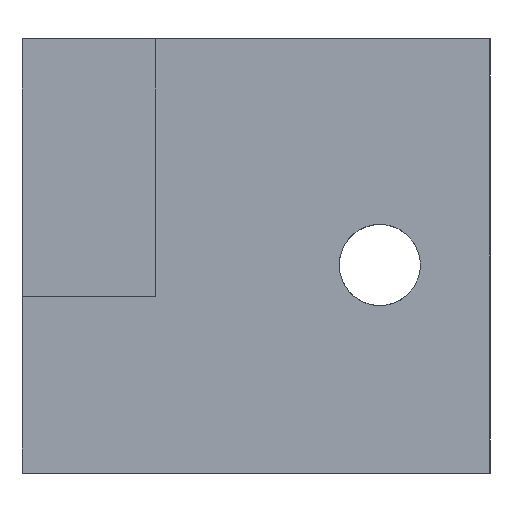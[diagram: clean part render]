
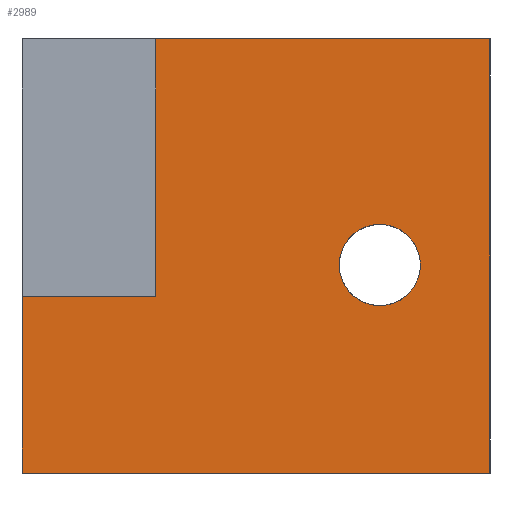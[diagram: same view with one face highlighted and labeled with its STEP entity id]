
A CAD part, left-side view. The second image highlights one B-rep face of the part: STEP entity #2989.
In plain terms, the highlighted planar face has unit normal (-1, 0, 0).
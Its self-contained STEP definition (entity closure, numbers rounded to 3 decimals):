
#32 = CYLINDRICAL_SURFACE('',#33,1.);
#33 = AXIS2_PLACEMENT_3D('',#34,#35,#36);
#34 = CARTESIAN_POINT('',(0.,2.715,5.126));
#35 = DIRECTION('',(-1.,0.,0.));
#36 = DIRECTION('',(0.,0.,-1.));
#2011 = VERTEX_POINT('',#2012);
#2012 = CARTESIAN_POINT('',(0.,2.715,4.126));
#2033 = EDGE_CURVE('',#2011,#2011,#2034,.T.);
#2034 = SURFACE_CURVE('',#2035,(#2040,#2047),.PCURVE_S1.);
#2035 = CIRCLE('',#2036,1.);
#2036 = AXIS2_PLACEMENT_3D('',#2037,#2038,#2039);
#2037 = CARTESIAN_POINT('',(0.,2.715,5.126));
#2038 = DIRECTION('',(-1.,0.,0.));
#2039 = DIRECTION('',(0.,0.,-1.));
#2040 = PCURVE('',#32,#2041);
#2041 = DEFINITIONAL_REPRESENTATION('',(#2042),#2046);
#2042 = LINE('',#2043,#2044);
#2043 = CARTESIAN_POINT('',(0.,0.));
#2044 = VECTOR('',#2045,1.);
#2045 = DIRECTION('',(1.,0.));
#2046 = ( GEOMETRIC_REPRESENTATION_CONTEXT(2) 
PARAMETRIC_REPRESENTATION_CONTEXT() REPRESENTATION_CONTEXT('2D SPACE',''
  ) );
#2047 = PCURVE('',#2048,#2053);
#2048 = PLANE('',#2049);
#2049 = AXIS2_PLACEMENT_3D('',#2050,#2051,#2052);
#2050 = CARTESIAN_POINT('',(0.,0.,0.));
#2051 = DIRECTION('',(1.,0.,-0.));
#2052 = DIRECTION('',(0.,0.,1.));
#2053 = DEFINITIONAL_REPRESENTATION('',(#2054),#2062);
#2054 = ( BOUNDED_CURVE() B_SPLINE_CURVE(2,(#2055,#2056,#2057,#2058,
#2059,#2060,#2061),.UNSPECIFIED.,.T.,.F.) B_SPLINE_CURVE_WITH_KNOTS((1,2
    ,2,2,2,1),(-2.094,0.,2.094,4.189,
6.283,8.378),.UNSPECIFIED.) CURVE() 
GEOMETRIC_REPRESENTATION_ITEM() RATIONAL_B_SPLINE_CURVE((1.,0.5,1.,0.5,
1.,0.5,1.)) REPRESENTATION_ITEM('') );
#2055 = CARTESIAN_POINT('',(4.126,-2.715));
#2056 = CARTESIAN_POINT('',(4.126,-0.983));
#2057 = CARTESIAN_POINT('',(5.626,-1.849));
#2058 = CARTESIAN_POINT('',(7.126,-2.715));
#2059 = CARTESIAN_POINT('',(5.626,-3.581));
#2060 = CARTESIAN_POINT('',(4.126,-4.447));
#2061 = CARTESIAN_POINT('',(4.126,-2.715));
#2062 = ( GEOMETRIC_REPRESENTATION_CONTEXT(2) 
PARAMETRIC_REPRESENTATION_CONTEXT() REPRESENTATION_CONTEXT('2D SPACE',''
  ) );
#2408 = PLANE('',#2409);
#2409 = AXIS2_PLACEMENT_3D('',#2410,#2411,#2412);
#2410 = CARTESIAN_POINT('',(0.,0.,0.));
#2411 = DIRECTION('',(0.,0.,1.));
#2412 = DIRECTION('',(1.,0.,-0.));
#2660 = PLANE('',#2661);
#2661 = AXIS2_PLACEMENT_3D('',#2662,#2663,#2664);
#2662 = CARTESIAN_POINT('',(0.,0.,10.695));
#2663 = DIRECTION('',(0.,0.,1.));
#2664 = DIRECTION('',(1.,0.,-0.));
#2989 = ADVANCED_FACE('24',(#2990,#3150),#2048,.F.);
#2990 = FACE_BOUND('',#2991,.F.);
#2991 = EDGE_LOOP('',(#2992,#3017,#3045,#3068,#3096,#3124));
#2992 = ORIENTED_EDGE('',*,*,#2993,.F.);
#2993 = EDGE_CURVE('',#2994,#2996,#2998,.T.);
#2994 = VERTEX_POINT('',#2995);
#2995 = CARTESIAN_POINT('',(0.,0.,10.695));
#2996 = VERTEX_POINT('',#2997);
#2997 = CARTESIAN_POINT('',(0.,8.237,10.695));
#2998 = SURFACE_CURVE('',#2999,(#3003,#3010),.PCURVE_S1.);
#2999 = LINE('',#3000,#3001);
#3000 = CARTESIAN_POINT('',(0.,0.,10.695));
#3001 = VECTOR('',#3002,1.);
#3002 = DIRECTION('',(-0.,1.,0.));
#3003 = PCURVE('',#2048,#3004);
#3004 = DEFINITIONAL_REPRESENTATION('',(#3005),#3009);
#3005 = LINE('',#3006,#3007);
#3006 = CARTESIAN_POINT('',(10.695,0.));
#3007 = VECTOR('',#3008,1.);
#3008 = DIRECTION('',(0.,-1.));
#3009 = ( GEOMETRIC_REPRESENTATION_CONTEXT(2) 
PARAMETRIC_REPRESENTATION_CONTEXT() REPRESENTATION_CONTEXT('2D SPACE',''
  ) );
#3010 = PCURVE('',#2660,#3011);
#3011 = DEFINITIONAL_REPRESENTATION('',(#3012),#3016);
#3012 = LINE('',#3013,#3014);
#3013 = CARTESIAN_POINT('',(0.,0.));
#3014 = VECTOR('',#3015,1.);
#3015 = DIRECTION('',(0.,1.));
#3016 = ( GEOMETRIC_REPRESENTATION_CONTEXT(2) 
PARAMETRIC_REPRESENTATION_CONTEXT() REPRESENTATION_CONTEXT('2D SPACE',''
  ) );
#3017 = ORIENTED_EDGE('',*,*,#3018,.F.);
#3018 = EDGE_CURVE('',#3019,#2994,#3021,.T.);
#3019 = VERTEX_POINT('',#3020);
#3020 = CARTESIAN_POINT('',(0.,0.,0.));
#3021 = SURFACE_CURVE('',#3022,(#3026,#3033),.PCURVE_S1.);
#3022 = LINE('',#3023,#3024);
#3023 = CARTESIAN_POINT('',(0.,0.,0.));
#3024 = VECTOR('',#3025,1.);
#3025 = DIRECTION('',(0.,0.,1.));
#3026 = PCURVE('',#2048,#3027);
#3027 = DEFINITIONAL_REPRESENTATION('',(#3028),#3032);
#3028 = LINE('',#3029,#3030);
#3029 = CARTESIAN_POINT('',(0.,0.));
#3030 = VECTOR('',#3031,1.);
#3031 = DIRECTION('',(1.,0.));
#3032 = ( GEOMETRIC_REPRESENTATION_CONTEXT(2) 
PARAMETRIC_REPRESENTATION_CONTEXT() REPRESENTATION_CONTEXT('2D SPACE',''
  ) );
#3033 = PCURVE('',#3034,#3039);
#3034 = PLANE('',#3035);
#3035 = AXIS2_PLACEMENT_3D('',#3036,#3037,#3038);
#3036 = CARTESIAN_POINT('',(0.,0.,0.));
#3037 = DIRECTION('',(-0.,1.,0.));
#3038 = DIRECTION('',(0.,0.,1.));
#3039 = DEFINITIONAL_REPRESENTATION('',(#3040),#3044);
#3040 = LINE('',#3041,#3042);
#3041 = CARTESIAN_POINT('',(0.,0.));
#3042 = VECTOR('',#3043,1.);
#3043 = DIRECTION('',(1.,0.));
#3044 = ( GEOMETRIC_REPRESENTATION_CONTEXT(2) 
PARAMETRIC_REPRESENTATION_CONTEXT() REPRESENTATION_CONTEXT('2D SPACE',''
  ) );
#3045 = ORIENTED_EDGE('',*,*,#3046,.T.);
#3046 = EDGE_CURVE('',#3019,#3047,#3049,.T.);
#3047 = VERTEX_POINT('',#3048);
#3048 = CARTESIAN_POINT('',(0.,11.528,0.));
#3049 = SURFACE_CURVE('',#3050,(#3054,#3061),.PCURVE_S1.);
#3050 = LINE('',#3051,#3052);
#3051 = CARTESIAN_POINT('',(0.,0.,0.));
#3052 = VECTOR('',#3053,1.);
#3053 = DIRECTION('',(-0.,1.,0.));
#3054 = PCURVE('',#2048,#3055);
#3055 = DEFINITIONAL_REPRESENTATION('',(#3056),#3060);
#3056 = LINE('',#3057,#3058);
#3057 = CARTESIAN_POINT('',(0.,0.));
#3058 = VECTOR('',#3059,1.);
#3059 = DIRECTION('',(0.,-1.));
#3060 = ( GEOMETRIC_REPRESENTATION_CONTEXT(2) 
PARAMETRIC_REPRESENTATION_CONTEXT() REPRESENTATION_CONTEXT('2D SPACE',''
  ) );
#3061 = PCURVE('',#2408,#3062);
#3062 = DEFINITIONAL_REPRESENTATION('',(#3063),#3067);
#3063 = LINE('',#3064,#3065);
#3064 = CARTESIAN_POINT('',(0.,0.));
#3065 = VECTOR('',#3066,1.);
#3066 = DIRECTION('',(0.,1.));
#3067 = ( GEOMETRIC_REPRESENTATION_CONTEXT(2) 
PARAMETRIC_REPRESENTATION_CONTEXT() REPRESENTATION_CONTEXT('2D SPACE',''
  ) );
#3068 = ORIENTED_EDGE('',*,*,#3069,.T.);
#3069 = EDGE_CURVE('',#3047,#3070,#3072,.T.);
#3070 = VERTEX_POINT('',#3071);
#3071 = CARTESIAN_POINT('',(0.,11.528,4.352));
#3072 = SURFACE_CURVE('',#3073,(#3077,#3084),.PCURVE_S1.);
#3073 = LINE('',#3074,#3075);
#3074 = CARTESIAN_POINT('',(0.,11.528,0.));
#3075 = VECTOR('',#3076,1.);
#3076 = DIRECTION('',(0.,0.,1.));
#3077 = PCURVE('',#2048,#3078);
#3078 = DEFINITIONAL_REPRESENTATION('',(#3079),#3083);
#3079 = LINE('',#3080,#3081);
#3080 = CARTESIAN_POINT('',(0.,-11.528));
#3081 = VECTOR('',#3082,1.);
#3082 = DIRECTION('',(1.,0.));
#3083 = ( GEOMETRIC_REPRESENTATION_CONTEXT(2) 
PARAMETRIC_REPRESENTATION_CONTEXT() REPRESENTATION_CONTEXT('2D SPACE',''
  ) );
#3084 = PCURVE('',#3085,#3090);
#3085 = PLANE('',#3086);
#3086 = AXIS2_PLACEMENT_3D('',#3087,#3088,#3089);
#3087 = CARTESIAN_POINT('',(0.,11.528,0.));
#3088 = DIRECTION('',(-0.,1.,0.));
#3089 = DIRECTION('',(0.,0.,1.));
#3090 = DEFINITIONAL_REPRESENTATION('',(#3091),#3095);
#3091 = LINE('',#3092,#3093);
#3092 = CARTESIAN_POINT('',(0.,0.));
#3093 = VECTOR('',#3094,1.);
#3094 = DIRECTION('',(1.,0.));
#3095 = ( GEOMETRIC_REPRESENTATION_CONTEXT(2) 
PARAMETRIC_REPRESENTATION_CONTEXT() REPRESENTATION_CONTEXT('2D SPACE',''
  ) );
#3096 = ORIENTED_EDGE('',*,*,#3097,.T.);
#3097 = EDGE_CURVE('',#3070,#3098,#3100,.T.);
#3098 = VERTEX_POINT('',#3099);
#3099 = CARTESIAN_POINT('',(0.,8.237,4.352));
#3100 = SURFACE_CURVE('',#3101,(#3105,#3112),.PCURVE_S1.);
#3101 = LINE('',#3102,#3103);
#3102 = CARTESIAN_POINT('',(0.,11.528,4.352));
#3103 = VECTOR('',#3104,1.);
#3104 = DIRECTION('',(0.,-1.,-0.));
#3105 = PCURVE('',#2048,#3106);
#3106 = DEFINITIONAL_REPRESENTATION('',(#3107),#3111);
#3107 = LINE('',#3108,#3109);
#3108 = CARTESIAN_POINT('',(4.352,-11.528));
#3109 = VECTOR('',#3110,1.);
#3110 = DIRECTION('',(0.,1.));
#3111 = ( GEOMETRIC_REPRESENTATION_CONTEXT(2) 
PARAMETRIC_REPRESENTATION_CONTEXT() REPRESENTATION_CONTEXT('2D SPACE',''
  ) );
#3112 = PCURVE('',#3113,#3118);
#3113 = PLANE('',#3114);
#3114 = AXIS2_PLACEMENT_3D('',#3115,#3116,#3117);
#3115 = CARTESIAN_POINT('',(10.133,11.528,
    4.352));
#3116 = DIRECTION('',(0.,0.,-1.));
#3117 = DIRECTION('',(-1.,0.,0.));
#3118 = DEFINITIONAL_REPRESENTATION('',(#3119),#3123);
#3119 = LINE('',#3120,#3121);
#3120 = CARTESIAN_POINT('',(10.133,0.));
#3121 = VECTOR('',#3122,1.);
#3122 = DIRECTION('',(0.,-1.));
#3123 = ( GEOMETRIC_REPRESENTATION_CONTEXT(2) 
PARAMETRIC_REPRESENTATION_CONTEXT() REPRESENTATION_CONTEXT('2D SPACE',''
  ) );
#3124 = ORIENTED_EDGE('',*,*,#3125,.T.);
#3125 = EDGE_CURVE('',#3098,#2996,#3126,.T.);
#3126 = SURFACE_CURVE('',#3127,(#3131,#3138),.PCURVE_S1.);
#3127 = LINE('',#3128,#3129);
#3128 = CARTESIAN_POINT('',(0.,8.237,4.352));
#3129 = VECTOR('',#3130,1.);
#3130 = DIRECTION('',(0.,0.,1.));
#3131 = PCURVE('',#2048,#3132);
#3132 = DEFINITIONAL_REPRESENTATION('',(#3133),#3137);
#3133 = LINE('',#3134,#3135);
#3134 = CARTESIAN_POINT('',(4.352,-8.237));
#3135 = VECTOR('',#3136,1.);
#3136 = DIRECTION('',(1.,0.));
#3137 = ( GEOMETRIC_REPRESENTATION_CONTEXT(2) 
PARAMETRIC_REPRESENTATION_CONTEXT() REPRESENTATION_CONTEXT('2D SPACE',''
  ) );
#3138 = PCURVE('',#3139,#3144);
#3139 = PLANE('',#3140);
#3140 = AXIS2_PLACEMENT_3D('',#3141,#3142,#3143);
#3141 = CARTESIAN_POINT('',(5.066,8.237,7.524)
  );
#3142 = DIRECTION('',(0.,1.,0.));
#3143 = DIRECTION('',(0.,-0.,1.));
#3144 = DEFINITIONAL_REPRESENTATION('',(#3145),#3149);
#3145 = LINE('',#3146,#3147);
#3146 = CARTESIAN_POINT('',(-3.171,-5.066));
#3147 = VECTOR('',#3148,1.);
#3148 = DIRECTION('',(1.,0.));
#3149 = ( GEOMETRIC_REPRESENTATION_CONTEXT(2) 
PARAMETRIC_REPRESENTATION_CONTEXT() REPRESENTATION_CONTEXT('2D SPACE',''
  ) );
#3150 = FACE_BOUND('',#3151,.F.);
#3151 = EDGE_LOOP('',(#3152));
#3152 = ORIENTED_EDGE('',*,*,#2033,.T.);
